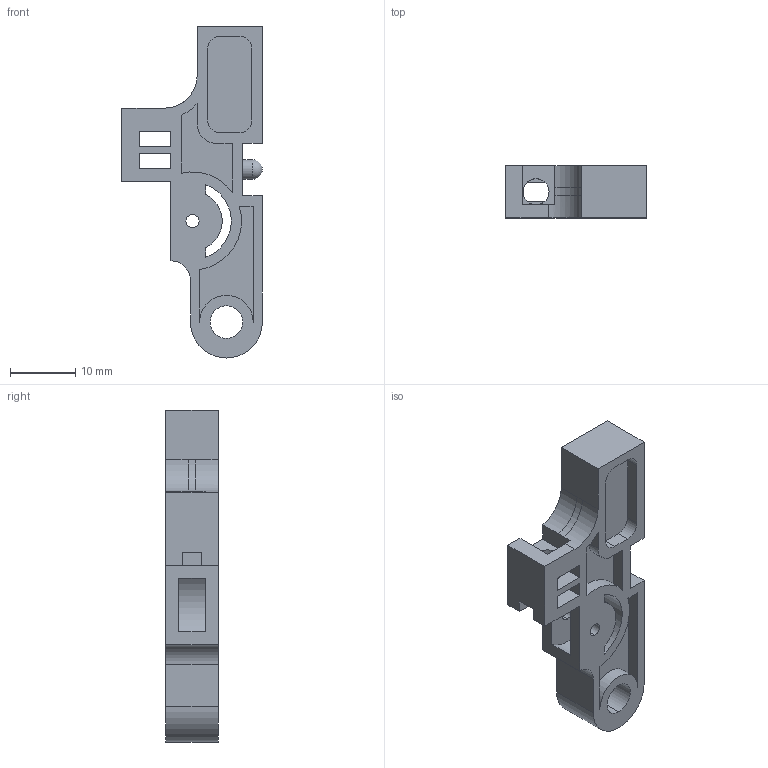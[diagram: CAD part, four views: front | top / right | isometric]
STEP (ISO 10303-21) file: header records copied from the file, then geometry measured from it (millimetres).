
FILE_DESCRIPTION (( 'STEP AP203' ), '1' );
FILE_NAME ('polugica.STEP', '2017-01-27T16:46:17', ( '' ), ( '' ), 'SwSTEP 2.0', 'SolidWorks 2016', '' );
FILE_SCHEMA (( 'CONFIG_CONTROL_DESIGN' ));
Length unit declared in the file: millimetre
Products named in the file (1): polugica
Bounding box: 21.55 x 8 x 50.9 mm (x, y, z)
Volume: 3615.5 mm3; surface area: 3618.3 mm2
Topology: 1 solids, 1 shells, 107 faces, 312 edges, 206 vertices
Faces by surface type: plane 64, cylinder 40, sphere 2, bspline 1
Entity records: 3667 total; most frequent: CARTESIAN_POINT 660, ORIENTED_EDGE 616, DIRECTION 608, EDGE_CURVE 308, LINE 218, VECTOR 218, VERTEX_POINT 204, AXIS2_PLACEMENT_3D 195
